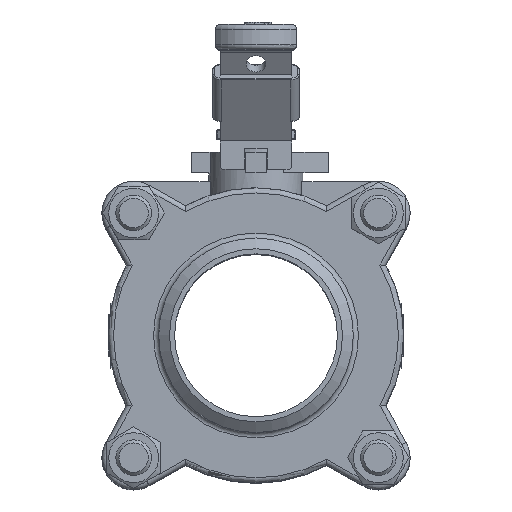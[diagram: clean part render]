
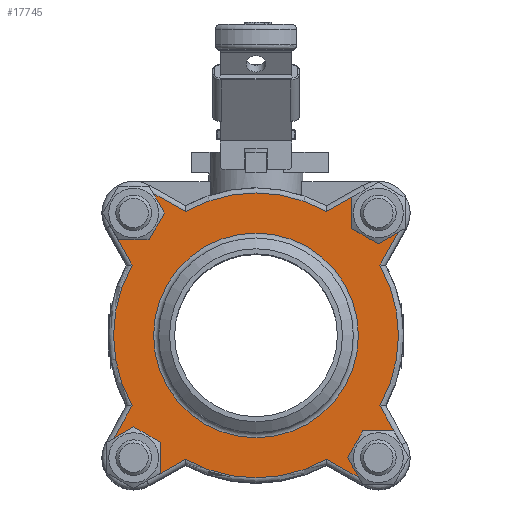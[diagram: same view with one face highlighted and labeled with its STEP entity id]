
A CAD part, top view. The second image highlights one B-rep face of the part: STEP entity #17745.
In plain terms, the highlighted planar face has unit normal (0, 0, 1).
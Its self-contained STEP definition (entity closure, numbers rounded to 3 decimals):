
#378=FACE_BOUND('',#6078,.T.);
#379=FACE_BOUND('',#6079,.T.);
#380=FACE_BOUND('',#6080,.T.);
#381=FACE_BOUND('',#6081,.T.);
#382=FACE_BOUND('',#6082,.T.);
#2222=LINE('',#30111,#3571);
#2223=LINE('',#30115,#3572);
#2224=LINE('',#30119,#3573);
#2225=LINE('',#30123,#3574);
#2226=LINE('',#30127,#3575);
#2227=LINE('',#30131,#3576);
#2228=LINE('',#30135,#3577);
#2229=LINE('',#30139,#3578);
#3571=VECTOR('',#21503,10.);
#3572=VECTOR('',#21506,10.);
#3573=VECTOR('',#21509,10.);
#3574=VECTOR('',#21512,10.);
#3575=VECTOR('',#21515,10.);
#3576=VECTOR('',#21518,10.);
#3577=VECTOR('',#21521,10.);
#3578=VECTOR('',#21524,10.);
#4243=PLANE('',#18769);
#5047=FACE_OUTER_BOUND('',#6077,.T.);
#6077=EDGE_LOOP('',(#14517,#14518,#14519,#14520,#14521,#14522,#14523,#14524,
#14525,#14526,#14527,#14528,#14529,#14530,#14531,#14532));
#6078=EDGE_LOOP('',(#14533));
#6079=EDGE_LOOP('',(#14534));
#6080=EDGE_LOOP('',(#14535));
#6081=EDGE_LOOP('',(#14536));
#6082=EDGE_LOOP('',(#14537));
#6663=CIRCLE('',#18768,40.25);
#6664=CIRCLE('',#18770,10.5);
#6665=CIRCLE('',#18771,56.);
#6666=CIRCLE('',#18772,10.5);
#6667=CIRCLE('',#18773,56.);
#6668=CIRCLE('',#18774,10.5);
#6669=CIRCLE('',#18775,56.);
#6670=CIRCLE('',#18776,10.5);
#6671=CIRCLE('',#18777,56.);
#6672=CIRCLE('',#18778,7.5);
#6673=CIRCLE('',#18779,7.5);
#6674=CIRCLE('',#18780,7.5);
#6675=CIRCLE('',#18781,7.5);
#8059=VERTEX_POINT('',#30105);
#8060=VERTEX_POINT('',#30109);
#8061=VERTEX_POINT('',#30110);
#8062=VERTEX_POINT('',#30112);
#8063=VERTEX_POINT('',#30114);
#8064=VERTEX_POINT('',#30116);
#8065=VERTEX_POINT('',#30118);
#8066=VERTEX_POINT('',#30120);
#8067=VERTEX_POINT('',#30122);
#8068=VERTEX_POINT('',#30124);
#8069=VERTEX_POINT('',#30126);
#8070=VERTEX_POINT('',#30128);
#8071=VERTEX_POINT('',#30130);
#8072=VERTEX_POINT('',#30132);
#8073=VERTEX_POINT('',#30134);
#8074=VERTEX_POINT('',#30136);
#8075=VERTEX_POINT('',#30138);
#8076=VERTEX_POINT('',#30141);
#8077=VERTEX_POINT('',#30143);
#8078=VERTEX_POINT('',#30145);
#8079=VERTEX_POINT('',#30147);
#10290=EDGE_CURVE('',#8059,#8059,#6663,.T.);
#10291=EDGE_CURVE('',#8060,#8061,#2222,.T.);
#10292=EDGE_CURVE('',#8062,#8060,#6664,.T.);
#10293=EDGE_CURVE('',#8063,#8062,#2223,.T.);
#10294=EDGE_CURVE('',#8064,#8063,#6665,.T.);
#10295=EDGE_CURVE('',#8065,#8064,#2224,.T.);
#10296=EDGE_CURVE('',#8066,#8065,#6666,.T.);
#10297=EDGE_CURVE('',#8067,#8066,#2225,.T.);
#10298=EDGE_CURVE('',#8068,#8067,#6667,.T.);
#10299=EDGE_CURVE('',#8069,#8068,#2226,.T.);
#10300=EDGE_CURVE('',#8070,#8069,#6668,.T.);
#10301=EDGE_CURVE('',#8071,#8070,#2227,.T.);
#10302=EDGE_CURVE('',#8072,#8071,#6669,.T.);
#10303=EDGE_CURVE('',#8073,#8072,#2228,.T.);
#10304=EDGE_CURVE('',#8074,#8073,#6670,.T.);
#10305=EDGE_CURVE('',#8075,#8074,#2229,.T.);
#10306=EDGE_CURVE('',#8061,#8075,#6671,.T.);
#10307=EDGE_CURVE('',#8076,#8076,#6672,.T.);
#10308=EDGE_CURVE('',#8077,#8077,#6673,.T.);
#10309=EDGE_CURVE('',#8078,#8078,#6674,.T.);
#10310=EDGE_CURVE('',#8079,#8079,#6675,.T.);
#14517=ORIENTED_EDGE('',*,*,#10291,.F.);
#14518=ORIENTED_EDGE('',*,*,#10292,.F.);
#14519=ORIENTED_EDGE('',*,*,#10293,.F.);
#14520=ORIENTED_EDGE('',*,*,#10294,.F.);
#14521=ORIENTED_EDGE('',*,*,#10295,.F.);
#14522=ORIENTED_EDGE('',*,*,#10296,.F.);
#14523=ORIENTED_EDGE('',*,*,#10297,.F.);
#14524=ORIENTED_EDGE('',*,*,#10298,.F.);
#14525=ORIENTED_EDGE('',*,*,#10299,.F.);
#14526=ORIENTED_EDGE('',*,*,#10300,.F.);
#14527=ORIENTED_EDGE('',*,*,#10301,.F.);
#14528=ORIENTED_EDGE('',*,*,#10302,.F.);
#14529=ORIENTED_EDGE('',*,*,#10303,.F.);
#14530=ORIENTED_EDGE('',*,*,#10304,.F.);
#14531=ORIENTED_EDGE('',*,*,#10305,.F.);
#14532=ORIENTED_EDGE('',*,*,#10306,.F.);
#14533=ORIENTED_EDGE('',*,*,#10307,.T.);
#14534=ORIENTED_EDGE('',*,*,#10308,.T.);
#14535=ORIENTED_EDGE('',*,*,#10309,.T.);
#14536=ORIENTED_EDGE('',*,*,#10310,.T.);
#14537=ORIENTED_EDGE('',*,*,#10290,.F.);
#17745=ADVANCED_FACE('',(#5047,#378,#379,#380,#381,#382),#4243,.T.);
#18768=AXIS2_PLACEMENT_3D('',#30107,#21499,#21500);
#18769=AXIS2_PLACEMENT_3D('',#30108,#21501,#21502);
#18770=AXIS2_PLACEMENT_3D('',#30113,#21504,#21505);
#18771=AXIS2_PLACEMENT_3D('',#30117,#21507,#21508);
#18772=AXIS2_PLACEMENT_3D('',#30121,#21510,#21511);
#18773=AXIS2_PLACEMENT_3D('',#30125,#21513,#21514);
#18774=AXIS2_PLACEMENT_3D('',#30129,#21516,#21517);
#18775=AXIS2_PLACEMENT_3D('',#30133,#21519,#21520);
#18776=AXIS2_PLACEMENT_3D('',#30137,#21522,#21523);
#18777=AXIS2_PLACEMENT_3D('',#30140,#21525,#21526);
#18778=AXIS2_PLACEMENT_3D('',#30142,#21527,#21528);
#18779=AXIS2_PLACEMENT_3D('',#30144,#21529,#21530);
#18780=AXIS2_PLACEMENT_3D('',#30146,#21531,#21532);
#18781=AXIS2_PLACEMENT_3D('',#30148,#21533,#21534);
#21499=DIRECTION('center_axis',(0.,0.,1.));
#21500=DIRECTION('ref_axis',(1.,0.,0.));
#21501=DIRECTION('center_axis',(0.,0.,1.));
#21502=DIRECTION('ref_axis',(-1.,0.,0.));
#21503=DIRECTION('',(0.873,-0.488,0.));
#21504=DIRECTION('center_axis',(0.,0.,-1.));
#21505=DIRECTION('ref_axis',(-0.707,0.707,0.));
#21506=DIRECTION('',(-0.488,0.873,0.));
#21507=DIRECTION('center_axis',(0.,0.,-1.));
#21508=DIRECTION('ref_axis',(-1.,0.,0.));
#21509=DIRECTION('',(0.488,0.873,0.));
#21510=DIRECTION('center_axis',(0.,0.,-1.));
#21511=DIRECTION('ref_axis',(-0.707,-0.707,0.));
#21512=DIRECTION('',(-0.873,-0.488,0.));
#21513=DIRECTION('center_axis',(0.,0.,-1.));
#21514=DIRECTION('ref_axis',(0.,-1.,0.));
#21515=DIRECTION('',(-0.873,0.488,0.));
#21516=DIRECTION('center_axis',(0.,0.,-1.));
#21517=DIRECTION('ref_axis',(0.707,-0.707,0.));
#21518=DIRECTION('',(0.488,-0.873,0.));
#21519=DIRECTION('center_axis',(0.,0.,-1.));
#21520=DIRECTION('ref_axis',(1.,0.,0.));
#21521=DIRECTION('',(-0.488,-0.873,0.));
#21522=DIRECTION('center_axis',(0.,0.,-1.));
#21523=DIRECTION('ref_axis',(0.707,0.707,0.));
#21524=DIRECTION('',(0.873,0.488,0.));
#21525=DIRECTION('center_axis',(0.,0.,-1.));
#21526=DIRECTION('ref_axis',(0.,1.,0.));
#21527=DIRECTION('center_axis',(0.,0.,-1.));
#21528=DIRECTION('ref_axis',(-1.,0.,0.));
#21529=DIRECTION('center_axis',(0.,0.,-1.));
#21530=DIRECTION('ref_axis',(-1.,0.,0.));
#21531=DIRECTION('center_axis',(0.,0.,-1.));
#21532=DIRECTION('ref_axis',(1.,0.,0.));
#21533=DIRECTION('center_axis',(0.,0.,-1.));
#21534=DIRECTION('ref_axis',(1.,0.,0.));
#30105=CARTESIAN_POINT('',(-40.25,0.,55.45));
#30107=CARTESIAN_POINT('Origin',(0.,0.,55.45));
#30108=CARTESIAN_POINT('Origin',(6.177,-6.249,55.45));
#30109=CARTESIAN_POINT('',(-42.961,57.249,55.45));
#30110=CARTESIAN_POINT('',(-27.654,48.696,55.45));
#30111=CARTESIAN_POINT('',(-3.551,35.228,55.45));
#30112=CARTESIAN_POINT('',(-57.249,42.961,55.45));
#30113=CARTESIAN_POINT('Origin',(-48.083,48.083,55.45));
#30114=CARTESIAN_POINT('',(-48.696,27.654,55.45));
#30115=CARTESIAN_POINT('',(-39.226,10.706,55.45));
#30116=CARTESIAN_POINT('',(-48.696,-27.654,55.45));
#30117=CARTESIAN_POINT('Origin',(0.,0.,55.45));
#30118=CARTESIAN_POINT('',(-57.249,-42.961,55.45));
#30119=CARTESIAN_POINT('',(-37.882,-8.301,55.45));
#30120=CARTESIAN_POINT('',(-42.961,-57.249,55.45));
#30121=CARTESIAN_POINT('Origin',(-48.083,-48.083,55.45));
#30122=CARTESIAN_POINT('',(-27.654,-48.696,55.45));
#30123=CARTESIAN_POINT('',(-13.38,-40.72,55.45));
#30124=CARTESIAN_POINT('',(27.654,-48.696,55.45));
#30125=CARTESIAN_POINT('Origin',(0.,0.,55.45));
#30126=CARTESIAN_POINT('',(42.961,-57.249,55.45));
#30127=CARTESIAN_POINT('',(10.919,-39.345,55.45));
#30128=CARTESIAN_POINT('',(57.249,-42.961,55.45));
#30129=CARTESIAN_POINT('Origin',(48.083,-48.083,55.45));
#30130=CARTESIAN_POINT('',(48.696,-27.654,55.45));
#30131=CARTESIAN_POINT('',(43.357,-18.099,55.45));
#30132=CARTESIAN_POINT('',(48.696,27.654,55.45));
#30133=CARTESIAN_POINT('Origin',(0.,0.,55.45));
#30134=CARTESIAN_POINT('',(57.249,42.961,55.45));
#30135=CARTESIAN_POINT('',(36.691,6.169,55.45));
#30136=CARTESIAN_POINT('',(42.961,57.249,55.45));
#30137=CARTESIAN_POINT('Origin',(48.083,48.083,55.45));
#30138=CARTESIAN_POINT('',(27.654,48.696,55.45));
#30139=CARTESIAN_POINT('',(15.426,41.863,55.45));
#30140=CARTESIAN_POINT('Origin',(0.,0.,55.45));
#30141=CARTESIAN_POINT('',(-40.583,48.083,55.45));
#30142=CARTESIAN_POINT('Origin',(-48.083,48.083,55.45));
#30143=CARTESIAN_POINT('',(55.583,48.083,55.45));
#30144=CARTESIAN_POINT('Origin',(48.083,48.083,55.45));
#30145=CARTESIAN_POINT('',(40.583,-48.083,55.45));
#30146=CARTESIAN_POINT('Origin',(48.083,-48.083,55.45));
#30147=CARTESIAN_POINT('',(-55.583,-48.083,55.45));
#30148=CARTESIAN_POINT('Origin',(-48.083,-48.083,55.45));
